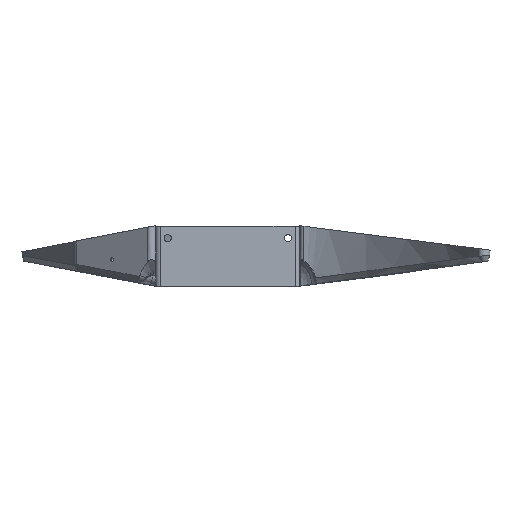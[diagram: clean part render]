
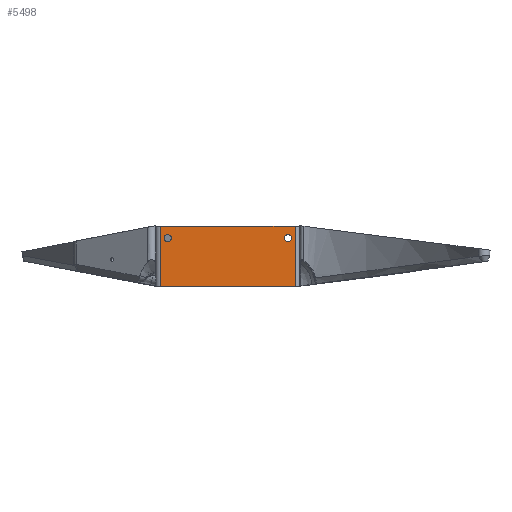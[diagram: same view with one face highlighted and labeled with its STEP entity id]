
A CAD part, top view. The second image highlights one B-rep face of the part: STEP entity #5498.
In plain terms, the highlighted planar face has unit normal (0, 0, 1).
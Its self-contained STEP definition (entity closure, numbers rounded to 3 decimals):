
#118=PLANE('',#6112);
#418=CIRCLE('',#6099,3.);
#420=CIRCLE('',#6102,3.);
#427=CIRCLE('',#6113,3.);
#428=CIRCLE('',#6114,3.);
#877=LINE('',#12937,#1181);
#883=LINE('',#12993,#1187);
#884=LINE('',#12996,#1188);
#885=LINE('',#12997,#1189);
#1181=VECTOR('',#7447,1000.);
#1187=VECTOR('',#7469,1000.);
#1188=VECTOR('',#7470,1000.);
#1189=VECTOR('',#7471,1000.);
#2657=ORIENTED_EDGE('',*,*,#3609,.F.);
#2658=ORIENTED_EDGE('',*,*,#3585,.F.);
#2659=ORIENTED_EDGE('',*,*,#3610,.F.);
#2660=ORIENTED_EDGE('',*,*,#3581,.F.);
#2661=ORIENTED_EDGE('',*,*,#3611,.T.);
#2662=ORIENTED_EDGE('',*,*,#3612,.T.);
#2663=ORIENTED_EDGE('',*,*,#3594,.F.);
#2664=ORIENTED_EDGE('',*,*,#3613,.T.);
#3581=EDGE_CURVE('',#4154,#4155,#418,.T.);
#3585=EDGE_CURVE('',#4158,#4159,#420,.T.);
#3594=EDGE_CURVE('',#4165,#4166,#877,.T.);
#3609=EDGE_CURVE('',#4159,#4158,#427,.T.);
#3610=EDGE_CURVE('',#4155,#4154,#428,.T.);
#3611=EDGE_CURVE('',#4177,#4178,#883,.T.);
#3612=EDGE_CURVE('',#4178,#4166,#884,.F.);
#3613=EDGE_CURVE('',#4165,#4177,#885,.T.);
#4154=VERTEX_POINT('',#12901);
#4155=VERTEX_POINT('',#12903);
#4158=VERTEX_POINT('',#12910);
#4159=VERTEX_POINT('',#12912);
#4165=VERTEX_POINT('',#12938);
#4166=VERTEX_POINT('',#12939);
#4177=VERTEX_POINT('',#12994);
#4178=VERTEX_POINT('',#12995);
#4750=EDGE_LOOP('',(#2657,#2658));
#4751=EDGE_LOOP('',(#2659,#2660));
#4752=EDGE_LOOP('',(#2661,#2662,#2663,#2664));
#5125=FACE_BOUND('',#4750,.T.);
#5126=FACE_BOUND('',#4751,.T.);
#5127=FACE_BOUND('',#4752,.T.);
#5498=ADVANCED_FACE('',(#5125,#5126,#5127),#118,.F.);
#6099=AXIS2_PLACEMENT_3D('',#12902,#7424,#7425);
#6102=AXIS2_PLACEMENT_3D('',#12911,#7432,#7433);
#6112=AXIS2_PLACEMENT_3D('',#12990,#7463,#7464);
#6113=AXIS2_PLACEMENT_3D('',#12991,#7465,#7466);
#6114=AXIS2_PLACEMENT_3D('',#12992,#7467,#7468);
#7424=DIRECTION('',(0.,0.,1.));
#7425=DIRECTION('',(1.,0.,0.));
#7432=DIRECTION('',(0.,0.,1.));
#7433=DIRECTION('',(1.,0.,0.));
#7447=DIRECTION('',(1.,0.,0.));
#7463=DIRECTION('',(0.,0.,-1.));
#7464=DIRECTION('',(-1.,0.,0.));
#7465=DIRECTION('',(0.,0.,1.));
#7466=DIRECTION('',(1.,0.,0.));
#7467=DIRECTION('',(0.,0.,1.));
#7468=DIRECTION('',(1.,0.,0.));
#7469=DIRECTION('',(1.,0.,0.));
#7470=DIRECTION('',(0.,-1.,0.));
#7471=DIRECTION('',(0.,-1.,0.));
#12901=CARTESIAN_POINT('',(47.,40.,-100.));
#12902=CARTESIAN_POINT('',(50.,40.,-100.));
#12903=CARTESIAN_POINT('',(53.,40.,-100.));
#12910=CARTESIAN_POINT('',(-53.,40.,-100.));
#12911=CARTESIAN_POINT('',(-50.,40.,-100.));
#12912=CARTESIAN_POINT('',(-47.,40.,-100.));
#12937=CARTESIAN_POINT('',(0.,50.,-100.));
#12938=CARTESIAN_POINT('',(-56.,50.,-100.));
#12939=CARTESIAN_POINT('',(56.,50.,-100.));
#12990=CARTESIAN_POINT('',(0.,50.,-100.));
#12991=CARTESIAN_POINT('',(-50.,40.,-100.));
#12992=CARTESIAN_POINT('',(50.,40.,-100.));
#12993=CARTESIAN_POINT('',(0.,0.,-100.));
#12994=CARTESIAN_POINT('',(-56.,0.,-100.));
#12995=CARTESIAN_POINT('',(56.,0.,-100.));
#12996=CARTESIAN_POINT('',(56.,50.,-100.));
#12997=CARTESIAN_POINT('',(-56.,50.,-100.));
